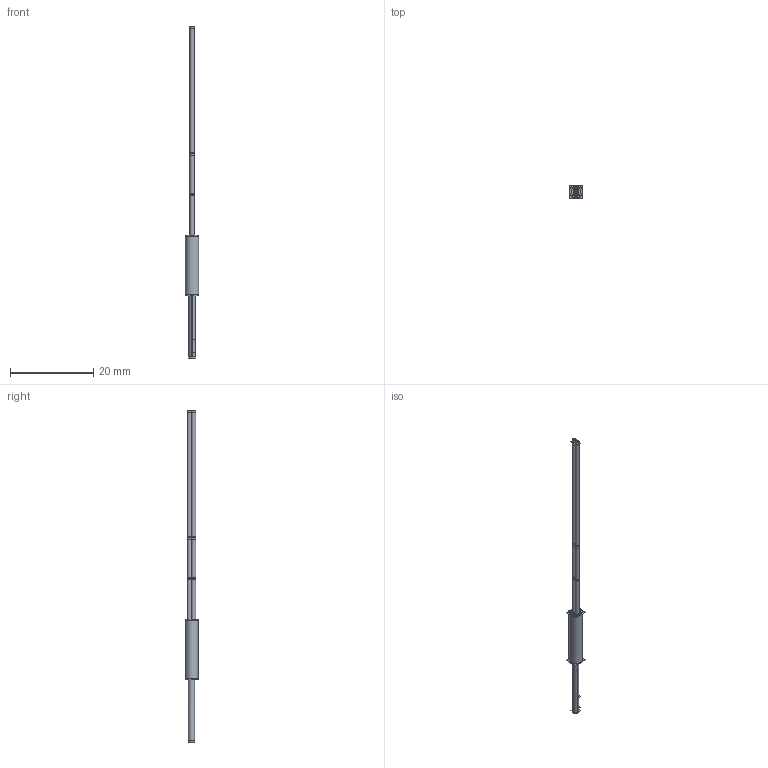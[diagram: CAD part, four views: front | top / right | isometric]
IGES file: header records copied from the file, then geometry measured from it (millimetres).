
Start section:  PTC IGES file: 193372.igs
Global section: file name: 193372.igs; native system: Creo Parametric by Parametric Technology Corporation; preprocessor: 2013230; author: pdmadmin; organization: Unknown; date: 20160302.095625; units: millimetre
Bounding box: 3.3 x 3.04 x 79.88 mm (x, y, z)
Volume: 153.8 mm3; surface area: 3915.8 mm2
Topology: 5 solids, 7 shells, 120 faces, 598 edges, 780 vertices
Faces by surface type: revolution 74, bspline 46
